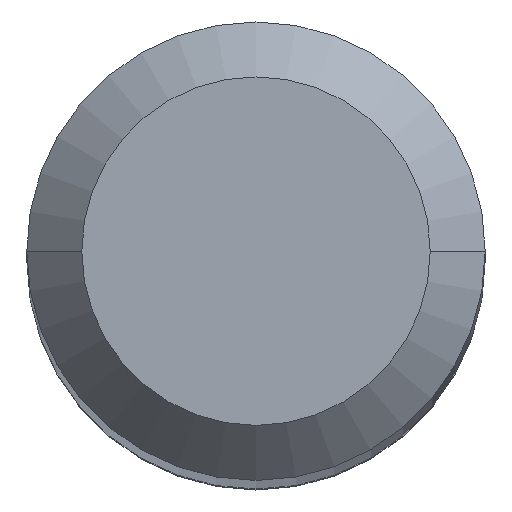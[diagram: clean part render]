
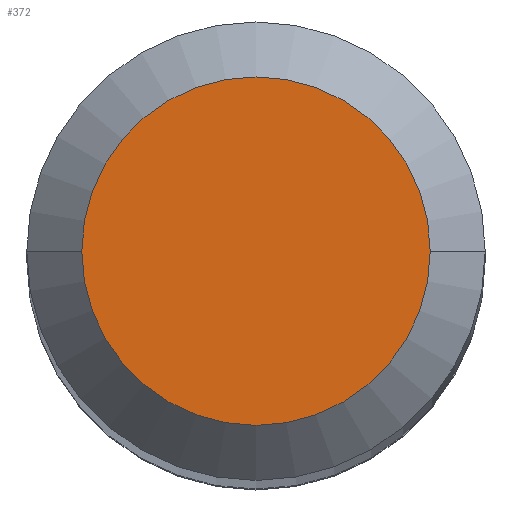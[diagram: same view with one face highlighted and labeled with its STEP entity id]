
A CAD part, top view. The second image highlights one B-rep face of the part: STEP entity #372.
In plain terms, the highlighted planar face has unit normal (0, 0, 1).
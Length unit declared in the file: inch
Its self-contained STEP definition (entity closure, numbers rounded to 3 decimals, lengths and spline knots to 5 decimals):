
#33 = CARTESIAN_POINT ( 'NONE',  ( 0., 0., 1.5 ) ) ;
#44 = CARTESIAN_POINT ( 'NONE',  ( -0.0475, 0., 1.5 ) ) ;
#49 = DIRECTION ( 'NONE',  ( 1., 0., 0. ) ) ;
#104 = EDGE_CURVE ( 'NONE', #176, #183, #316, .T. ) ;
#114 = CIRCLE ( 'NONE', #123, 0.0475 ) ;
#123 = AXIS2_PLACEMENT_3D ( 'NONE', #140, #278, #280 ) ;
#127 = ORIENTED_EDGE ( 'NONE', *, *, #104, .T. ) ;
#140 = CARTESIAN_POINT ( 'NONE',  ( 0., 0., 1.5 ) ) ;
#165 = CARTESIAN_POINT ( 'NONE',  ( 0.0475, 0., 1.5 ) ) ;
#168 = CARTESIAN_POINT ( 'NONE',  ( 0., 0., 1.5 ) ) ;
#176 = VERTEX_POINT ( 'NONE', #165 ) ;
#181 = DIRECTION ( 'NONE',  ( 1., 0., 0. ) ) ;
#183 = VERTEX_POINT ( 'NONE', #44 ) ;
#184 = EDGE_CURVE ( 'NONE', #183, #176, #114, .T. ) ;
#193 = AXIS2_PLACEMENT_3D ( 'NONE', #33, #333, #181 ) ;
#204 = AXIS2_PLACEMENT_3D ( 'NONE', #168, #340, #49 ) ;
#205 = EDGE_LOOP ( 'NONE', ( #347, #127 ) ) ;
#233 = FACE_OUTER_BOUND ( 'NONE', #205, .T. ) ;
#238 = PLANE ( 'NONE',  #193 ) ;
#278 = DIRECTION ( 'NONE',  ( 0., 0., 1. ) ) ;
#280 = DIRECTION ( 'NONE',  ( 1., 0., 0. ) ) ;
#316 = CIRCLE ( 'NONE', #204, 0.0475 ) ;
#333 = DIRECTION ( 'NONE',  ( 0., 0., 1. ) ) ;
#340 = DIRECTION ( 'NONE',  ( 0., 0., 1. ) ) ;
#347 = ORIENTED_EDGE ( 'NONE', *, *, #184, .T. ) ;
#372 = ADVANCED_FACE ( 'NONE', ( #233 ), #238, .T. ) ;
